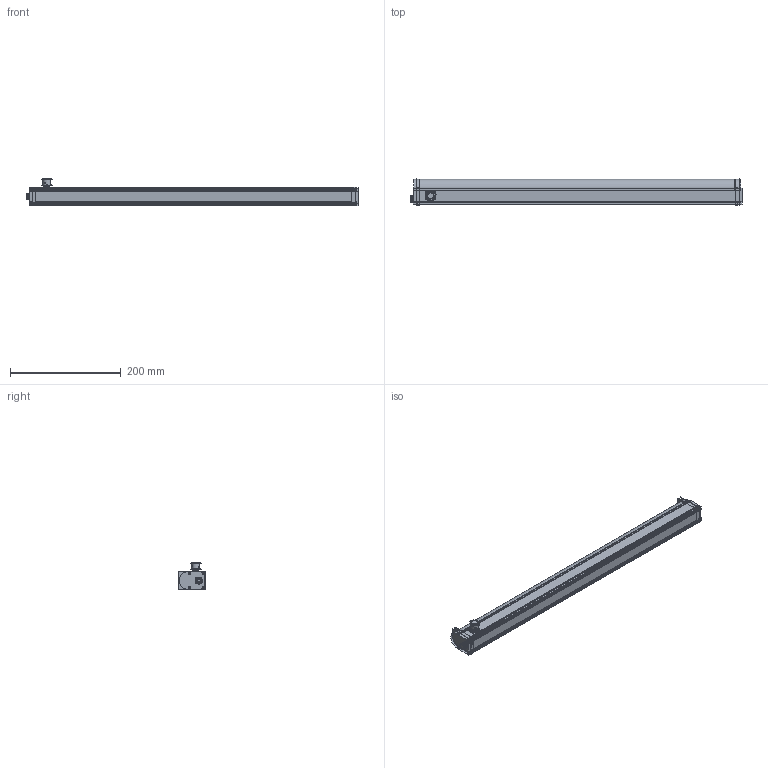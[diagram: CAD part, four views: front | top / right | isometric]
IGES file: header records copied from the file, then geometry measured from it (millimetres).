
Start section:  PTC IGES file: 236796_sm01.igs
Global section: file name: 236796_sm01.igs; native system: Creo Parametric by PTC Inc.; preprocessor: 2022414; author: banengservice; organization: Unknown; date: 20240604.090655; units: millimetre
Bounding box: 598.58 x 47.62 x 49.95 mm (x, y, z)
Volume: 783637.1 mm3; surface area: 386449.3 mm2
Topology: 2 solids, 3 shells, 1236 faces, 6208 edges, 7715 vertices
Faces by surface type: bspline 750, revolution 478, extrusion 8
